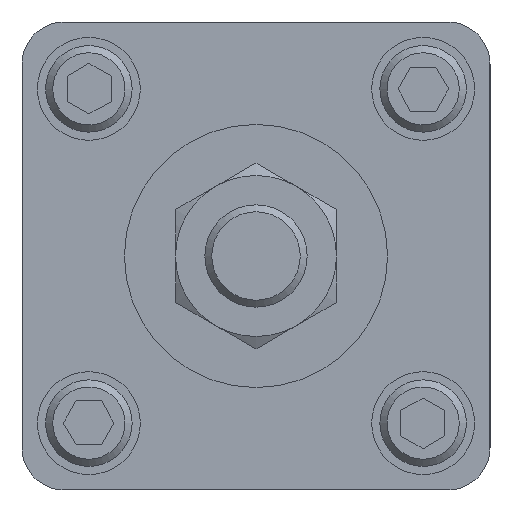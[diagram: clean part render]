
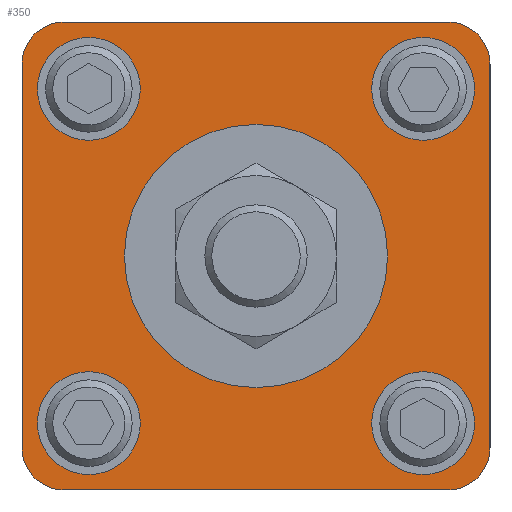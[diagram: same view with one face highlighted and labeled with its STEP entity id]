
A CAD part, left-side view. The second image highlights one B-rep face of the part: STEP entity #350.
In plain terms, the highlighted planar face has unit normal (-1, 0, 0).
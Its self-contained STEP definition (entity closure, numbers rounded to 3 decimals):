
#350 = ADVANCED_FACE( '', ( #771, #772, #773, #774, #775, #776 ), #777, .F. );
#771 = FACE_BOUND( '', #1433, .T. );
#772 = FACE_BOUND( '', #1434, .T. );
#773 = FACE_BOUND( '', #1435, .T. );
#774 = FACE_BOUND( '', #1436, .T. );
#775 = FACE_BOUND( '', #1437, .T. );
#776 = FACE_OUTER_BOUND( '', #1438, .T. );
#777 = PLANE( '', #1439 );
#1433 = EDGE_LOOP( '', ( #2092 ) );
#1434 = EDGE_LOOP( '', ( #2093 ) );
#1435 = EDGE_LOOP( '', ( #2094 ) );
#1436 = EDGE_LOOP( '', ( #2095 ) );
#1437 = EDGE_LOOP( '', ( #2096 ) );
#1438 = EDGE_LOOP( '', ( #2097, #2098, #2099, #2100, #2101, #2102, #2103, #2104 ) );
#1439 = AXIS2_PLACEMENT_3D( '', #2105, #2106, #2107 );
#2092 = ORIENTED_EDGE( '', *, *, #3365, .T. );
#2093 = ORIENTED_EDGE( '', *, *, #3366, .T. );
#2094 = ORIENTED_EDGE( '', *, *, #3367, .T. );
#2095 = ORIENTED_EDGE( '', *, *, #3368, .T. );
#2096 = ORIENTED_EDGE( '', *, *, #3369, .F. );
#2097 = ORIENTED_EDGE( '', *, *, #3370, .F. );
#2098 = ORIENTED_EDGE( '', *, *, #3371, .T. );
#2099 = ORIENTED_EDGE( '', *, *, #3372, .F. );
#2100 = ORIENTED_EDGE( '', *, *, #3373, .T. );
#2101 = ORIENTED_EDGE( '', *, *, #3374, .F. );
#2102 = ORIENTED_EDGE( '', *, *, #3375, .T. );
#2103 = ORIENTED_EDGE( '', *, *, #3376, .F. );
#2104 = ORIENTED_EDGE( '', *, *, #3377, .T. );
#2105 = CARTESIAN_POINT( '', ( 0., 0., 0. ) );
#2106 = DIRECTION( '', ( 1., 0., 0. ) );
#2107 = DIRECTION( '', ( 0., 1., 0. ) );
#3365 = EDGE_CURVE( '', #3836, #3836, #3837, .T. );
#3366 = EDGE_CURVE( '', #3838, #3838, #3839, .T. );
#3367 = EDGE_CURVE( '', #3840, #3840, #3841, .T. );
#3368 = EDGE_CURVE( '', #3842, #3842, #3843, .T. );
#3369 = EDGE_CURVE( '', #3844, #3844, #3845, .T. );
#3370 = EDGE_CURVE( '', #3846, #3847, #3848, .T. );
#3371 = EDGE_CURVE( '', #3846, #3849, #3850, .T. );
#3372 = EDGE_CURVE( '', #3851, #3849, #3852, .T. );
#3373 = EDGE_CURVE( '', #3851, #3853, #3854, .T. );
#3374 = EDGE_CURVE( '', #3855, #3853, #3856, .T. );
#3375 = EDGE_CURVE( '', #3855, #3857, #3858, .T. );
#3376 = EDGE_CURVE( '', #3859, #3857, #3860, .T. );
#3377 = EDGE_CURVE( '', #3859, #3847, #3861, .T. );
#3836 = VERTEX_POINT( '', #4552 );
#3837 = CIRCLE( '', #4553, 5.588 );
#3838 = VERTEX_POINT( '', #4554 );
#3839 = CIRCLE( '', #4555, 5.588 );
#3840 = VERTEX_POINT( '', #4556 );
#3841 = CIRCLE( '', #4557, 5.588 );
#3842 = VERTEX_POINT( '', #4558 );
#3843 = CIRCLE( '', #4559, 5.588 );
#3844 = VERTEX_POINT( '', #4560 );
#3845 = CIRCLE( '', #4561, 14.288 );
#3846 = VERTEX_POINT( '', #4562 );
#3847 = VERTEX_POINT( '', #4563 );
#3848 = LINE( '', #4564, #4565 );
#3849 = VERTEX_POINT( '', #4566 );
#3850 = CIRCLE( '', #4567, 4.572 );
#3851 = VERTEX_POINT( '', #4568 );
#3852 = LINE( '', #4569, #4570 );
#3853 = VERTEX_POINT( '', #4571 );
#3854 = CIRCLE( '', #4572, 4.572 );
#3855 = VERTEX_POINT( '', #4573 );
#3856 = LINE( '', #4574, #4575 );
#3857 = VERTEX_POINT( '', #4576 );
#3858 = CIRCLE( '', #4577, 4.572 );
#3859 = VERTEX_POINT( '', #4578 );
#3860 = LINE( '', #4579, #4580 );
#3861 = CIRCLE( '', #4581, 4.572 );
#4552 = CARTESIAN_POINT( '', ( 0., -12.552, -18.14 ) );
#4553 = AXIS2_PLACEMENT_3D( '', #5998, #5999, #6000 );
#4554 = CARTESIAN_POINT( '', ( 0., 18.14, -12.552 ) );
#4555 = AXIS2_PLACEMENT_3D( '', #6001, #6002, #6003 );
#4556 = CARTESIAN_POINT( '', ( 0., 12.552, 18.14 ) );
#4557 = AXIS2_PLACEMENT_3D( '', #6004, #6005, #6006 );
#4558 = CARTESIAN_POINT( '', ( 0., -18.14, 12.552 ) );
#4559 = AXIS2_PLACEMENT_3D( '', #6007, #6008, #6009 );
#4560 = CARTESIAN_POINT( '', ( 0., 0., -14.288 ) );
#4561 = AXIS2_PLACEMENT_3D( '', #6010, #6011, #6012 );
#4562 = CARTESIAN_POINT( '', ( 0., -25.4, 20.828 ) );
#4563 = CARTESIAN_POINT( '', ( 0., -25.4, -20.828 ) );
#4564 = CARTESIAN_POINT( '', ( 0., -25.4, 25.4 ) );
#4565 = VECTOR( '', #6013, 1000. );
#4566 = CARTESIAN_POINT( '', ( 0., -20.828, 25.4 ) );
#4567 = AXIS2_PLACEMENT_3D( '', #6014, #6015, #6016 );
#4568 = CARTESIAN_POINT( '', ( 0., 20.828, 25.4 ) );
#4569 = CARTESIAN_POINT( '', ( 0., 25.4, 25.4 ) );
#4570 = VECTOR( '', #6017, 1000. );
#4571 = CARTESIAN_POINT( '', ( 0., 25.4, 20.828 ) );
#4572 = AXIS2_PLACEMENT_3D( '', #6018, #6019, #6020 );
#4573 = CARTESIAN_POINT( '', ( 0., 25.4, -20.828 ) );
#4574 = CARTESIAN_POINT( '', ( 0., 25.4, -25.4 ) );
#4575 = VECTOR( '', #6021, 1000. );
#4576 = CARTESIAN_POINT( '', ( 0., 20.828, -25.4 ) );
#4577 = AXIS2_PLACEMENT_3D( '', #6022, #6023, #6024 );
#4578 = CARTESIAN_POINT( '', ( 0., -20.828, -25.4 ) );
#4579 = CARTESIAN_POINT( '', ( 0., -25.4, -25.4 ) );
#4580 = VECTOR( '', #6025, 1000. );
#4581 = AXIS2_PLACEMENT_3D( '', #6026, #6027, #6028 );
#5998 = CARTESIAN_POINT( '', ( 0., -18.14, -18.14 ) );
#5999 = DIRECTION( '', ( 1., 0., 0. ) );
#6000 = DIRECTION( '', ( 0., 1., 0. ) );
#6001 = CARTESIAN_POINT( '', ( 0., 18.14, -18.14 ) );
#6002 = DIRECTION( '', ( 1., 0., 0. ) );
#6003 = DIRECTION( '', ( 0., 0., 1. ) );
#6004 = CARTESIAN_POINT( '', ( 0., 18.14, 18.14 ) );
#6005 = DIRECTION( '', ( 1., 0., 0. ) );
#6006 = DIRECTION( '', ( 0., -1., 0. ) );
#6007 = CARTESIAN_POINT( '', ( 0., -18.14, 18.14 ) );
#6008 = DIRECTION( '', ( 1., 0., 0. ) );
#6009 = DIRECTION( '', ( 0., 0., -1. ) );
#6010 = CARTESIAN_POINT( '', ( 0., 0., 0. ) );
#6011 = DIRECTION( '', ( -1., 0., 0. ) );
#6012 = DIRECTION( '', ( 0., 0., -1. ) );
#6013 = DIRECTION( '', ( 0., 0., -1. ) );
#6014 = CARTESIAN_POINT( '', ( 0., -20.828, 20.828 ) );
#6015 = DIRECTION( '', ( -1., 0., 0. ) );
#6016 = DIRECTION( '', ( 0., 0., -1. ) );
#6017 = DIRECTION( '', ( 0., -1., 0. ) );
#6018 = CARTESIAN_POINT( '', ( 0., 20.828, 20.828 ) );
#6019 = DIRECTION( '', ( -1., 0., 0. ) );
#6020 = DIRECTION( '', ( 0., 0., -1. ) );
#6021 = DIRECTION( '', ( 0., 0., 1. ) );
#6022 = CARTESIAN_POINT( '', ( 0., 20.828, -20.828 ) );
#6023 = DIRECTION( '', ( -1., 0., 0. ) );
#6024 = DIRECTION( '', ( 0., 0., -1. ) );
#6025 = DIRECTION( '', ( 0., 1., 0. ) );
#6026 = CARTESIAN_POINT( '', ( 0., -20.828, -20.828 ) );
#6027 = DIRECTION( '', ( -1., 0., 0. ) );
#6028 = DIRECTION( '', ( 0., 0., -1. ) );
